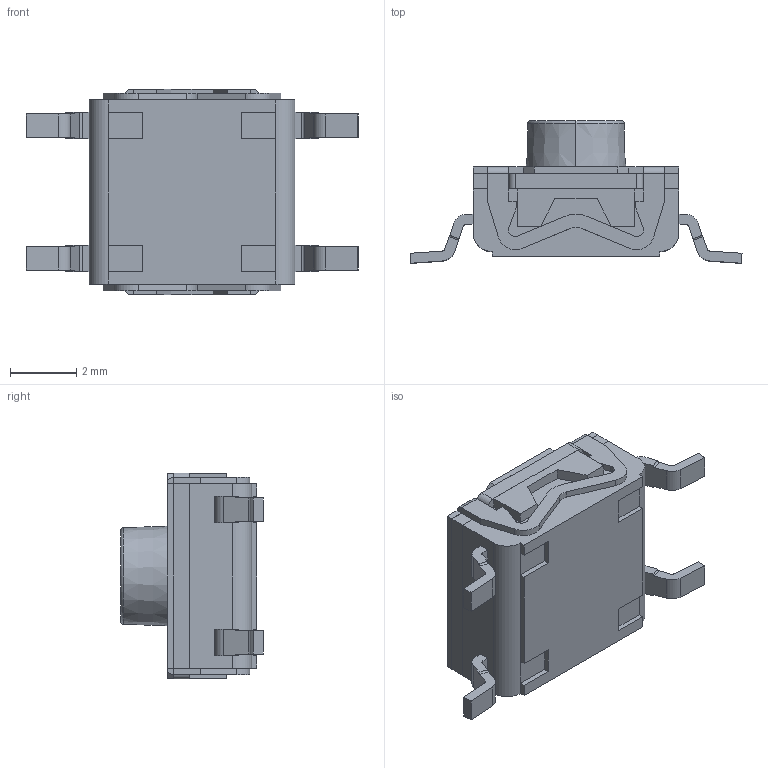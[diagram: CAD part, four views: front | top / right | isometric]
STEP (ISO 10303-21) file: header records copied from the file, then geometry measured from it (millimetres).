
FILE_DESCRIPTION (( 'STEP AP214' ), '1' );
FILE_NAME ('KSC741G LFS.STEP', '2025-03-19T06:44:58', ( '' ), ( '' ), 'SwSTEP 2.0', 'SolidWorks 2021', '' );
FILE_SCHEMA (( 'AUTOMOTIVE_DESIGN' ));
Length unit declared in the file: millimetre
Products named in the file (1): KSC741G LFS
Bounding box: 10 x 4.3 x 6.2 mm (x, y, z)
Volume: 107.3 mm3; surface area: 331.2 mm2
Topology: 7 solids, 7 shells, 227 faces, 606 edges, 390 vertices
Faces by surface type: plane 169, cylinder 54, torus 2, cone 2
Entity records: 7080 total; most frequent: CARTESIAN_POINT 1224, ORIENTED_EDGE 1212, DIRECTION 1178, EDGE_CURVE 606, VECTOR 490, LINE 490, VERTEX_POINT 390, AXIS2_PLACEMENT_3D 344
